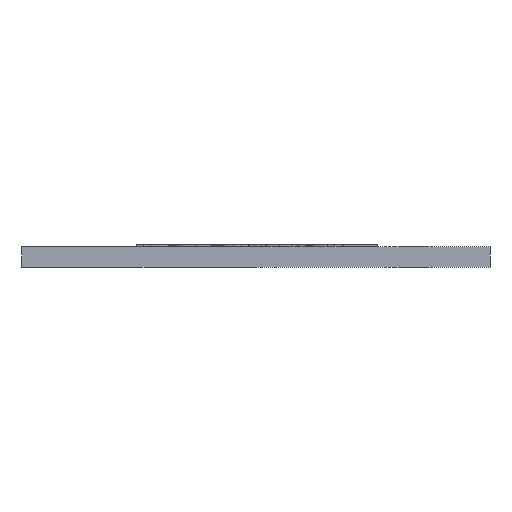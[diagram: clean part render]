
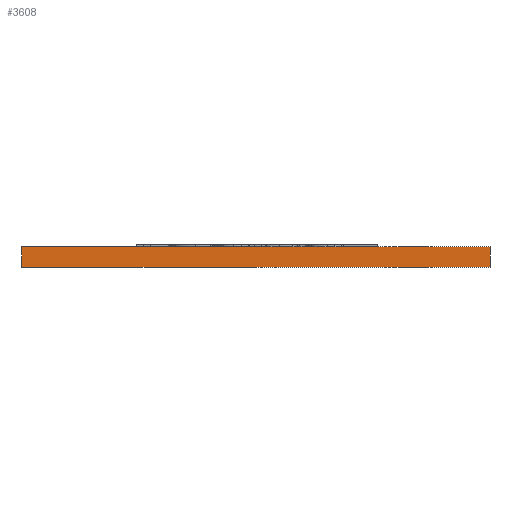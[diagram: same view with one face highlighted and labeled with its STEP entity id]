
A CAD part, front view. The second image highlights one B-rep face of the part: STEP entity #3608.
In plain terms, the highlighted planar face has unit normal (0, -1, 0).
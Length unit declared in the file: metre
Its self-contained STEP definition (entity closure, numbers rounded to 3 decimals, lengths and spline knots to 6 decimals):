
#199=LINE('',#4743,#510);
#246=LINE('',#5108,#557);
#248=LINE('',#5111,#559);
#249=LINE('',#5113,#560);
#510=VECTOR('',#4003,1.);
#557=VECTOR('',#4086,1.);
#559=VECTOR('',#4090,1.);
#560=VECTOR('',#4091,1.);
#984=ORIENTED_EDGE('',*,*,#2113,.T.);
#985=ORIENTED_EDGE('',*,*,#2114,.F.);
#986=ORIENTED_EDGE('',*,*,#1988,.F.);
#987=ORIENTED_EDGE('',*,*,#2111,.T.);
#1988=EDGE_CURVE('',#2552,#2554,#199,.T.);
#2111=EDGE_CURVE('',#2552,#2675,#246,.T.);
#2113=EDGE_CURVE('',#2675,#2677,#248,.T.);
#2114=EDGE_CURVE('',#2554,#2677,#249,.T.);
#2552=VERTEX_POINT('',#4741);
#2554=VERTEX_POINT('',#4744);
#2675=VERTEX_POINT('',#5106);
#2677=VERTEX_POINT('',#5112);
#3101=EDGE_LOOP('',(#984,#985,#986,#987));
#3322=FACE_BOUND('',#3101,.T.);
#3532=PLANE('',#3849);
#3608=ADVANCED_FACE('',(#3322),#3532,.F.);
#3849=AXIS2_PLACEMENT_3D('',#5110,#4088,#4089);
#4003=DIRECTION('',(1.,0.,0.));
#4086=DIRECTION('',(0.,0.,-1.));
#4088=DIRECTION('',(0.,1.,0.));
#4089=DIRECTION('',(0.,0.,1.));
#4090=DIRECTION('',(1.,0.,0.));
#4091=DIRECTION('',(0.,0.,-1.));
#4741=CARTESIAN_POINT('',(-0.023,-0.024,0.002));
#4743=CARTESIAN_POINT('',(0.,-0.024,0.002));
#4744=CARTESIAN_POINT('',(0.023,-0.024,0.002));
#5106=CARTESIAN_POINT('',(-0.023,-0.024,0.));
#5108=CARTESIAN_POINT('',(-0.023,-0.024,0.002));
#5110=CARTESIAN_POINT('',(0.,-0.024,0.002));
#5111=CARTESIAN_POINT('',(0.,-0.024,0.));
#5112=CARTESIAN_POINT('',(0.023,-0.024,0.));
#5113=CARTESIAN_POINT('',(0.023,-0.024,0.002));
